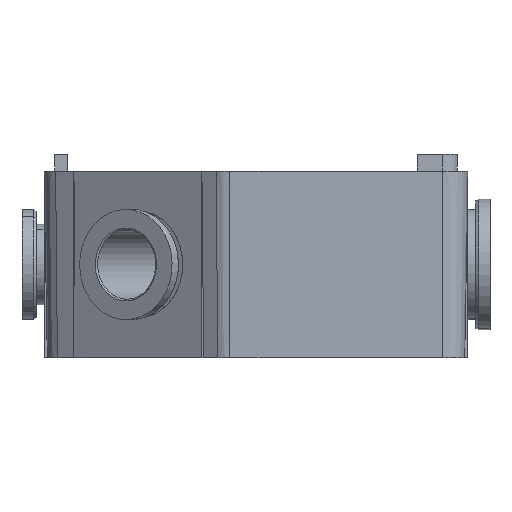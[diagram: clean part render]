
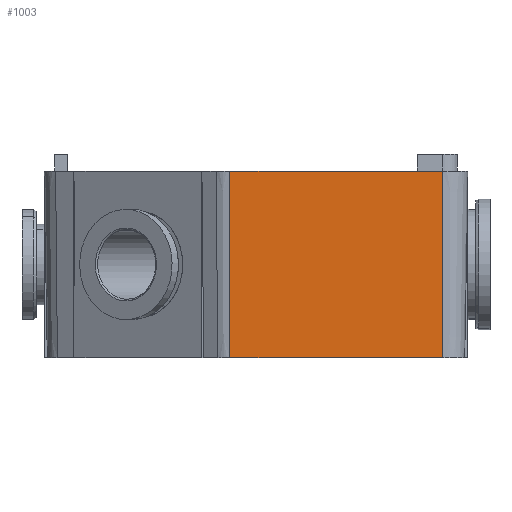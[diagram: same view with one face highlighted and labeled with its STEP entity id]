
A CAD part, left-side view. The second image highlights one B-rep face of the part: STEP entity #1003.
In plain terms, the highlighted planar face has unit normal (-1, 0, -0.018).
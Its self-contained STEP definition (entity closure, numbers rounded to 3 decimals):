
#1003=ADVANCED_FACE('',(#2353),#2354,.T.);
#2353=FACE_OUTER_BOUND('',#4089,.T.);
#2354=PLANE('',#4090);
#4089=EDGE_LOOP('',(#7036,#7037,#7038,#7039));
#4090=AXIS2_PLACEMENT_3D('',#7040,#7041,#7042);
#7036=ORIENTED_EDGE('',*,*,#11148,.T.);
#7037=ORIENTED_EDGE('',*,*,#10769,.T.);
#7038=ORIENTED_EDGE('',*,*,#11149,.T.);
#7039=ORIENTED_EDGE('',*,*,#11150,.F.);
#7040=CARTESIAN_POINT('',(-61.303,-5.821,10.));
#7041=DIRECTION('',(-1.,0.,-0.017));
#7042=DIRECTION('',(-0.017,0.0,1.));
#10769=EDGE_CURVE('',#13140,#13138,#13141,.T.);
#11148=EDGE_CURVE('',#13668,#13140,#13669,.T.);
#11149=EDGE_CURVE('',#13138,#13670,#13671,.T.);
#11150=EDGE_CURVE('',#13668,#13670,#13672,.T.);
#13138=VERTEX_POINT('',#16491);
#13140=VERTEX_POINT('',#16493);
#13141=LINE('',#16494,#16495);
#13668=VERTEX_POINT('',#17662);
#13669=LINE('',#17663,#17664);
#13670=VERTEX_POINT('',#17665);
#13671=LINE('',#17666,#17667);
#13672=LINE('',#17668,#17669);
#16491=CARTESIAN_POINT('',(-60.919,-2.821,-12.));
#16493=CARTESIAN_POINT('',(-60.919,22.255,-12.));
#16494=CARTESIAN_POINT('',(-60.919,44.179,-12.));
#16495=VECTOR('',#20581,1000.0);
#17662=CARTESIAN_POINT('',(-61.303,22.255,10.));
#17663=CARTESIAN_POINT('',(-61.303,22.255,10.));
#17664=VECTOR('',#20987,1000.0);
#17665=CARTESIAN_POINT('',(-61.303,-2.821,10.));
#17666=CARTESIAN_POINT('',(-61.303,-2.821,10.));
#17667=VECTOR('',#20988,1000.0);
#17668=CARTESIAN_POINT('',(-61.303,-5.821,10.));
#17669=VECTOR('',#20989,1000.0);
#20581=DIRECTION('',(0.,-1.0,-0.0));
#20987=DIRECTION('',(0.017,0.0,-1.));
#20988=DIRECTION('',(-0.017,0.0,1.));
#20989=DIRECTION('',(0.,-1.0,0.0));
